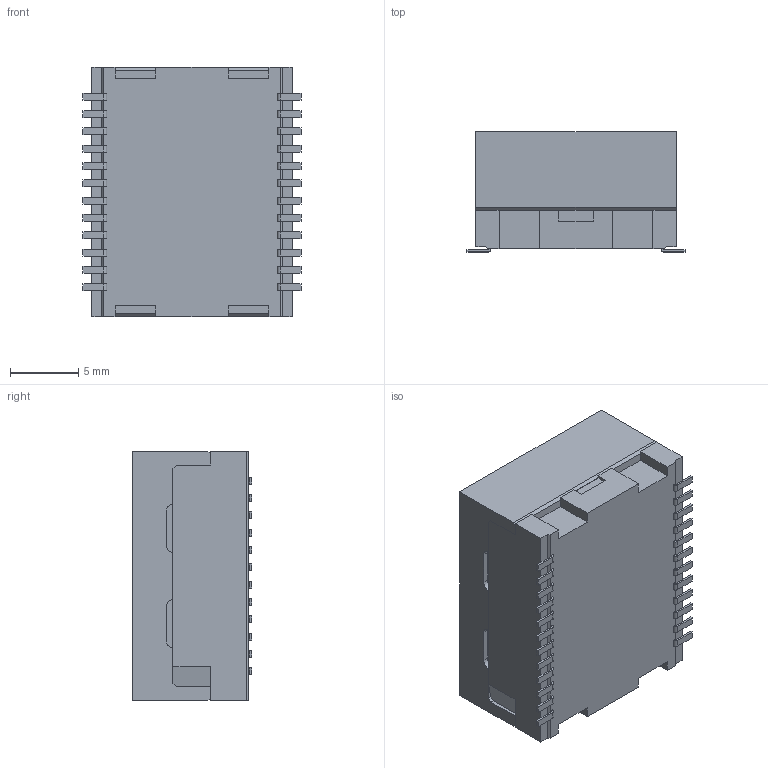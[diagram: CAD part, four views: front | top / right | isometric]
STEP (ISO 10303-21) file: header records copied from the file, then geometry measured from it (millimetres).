
FILE_DESCRIPTION (( 'STEP AP214' ), '1' );
FILE_NAME ('7490220122.STEP', '2024-02-09T23:05:38', ( '' ), ( '' ), 'SwSTEP 2.0', 'SolidWorks 2021', '' );
FILE_SCHEMA (( 'AUTOMOTIVE_DESIGN' ));
Length unit declared in the file: millimetre
Products named in the file (1): 7490220122
Bounding box: 16 x 8.8 x 18.29 mm (x, y, z)
Volume: 2266.4 mm3; surface area: 1847.1 mm2
Topology: 27 solids, 27 shells, 318 faces, 789 edges, 526 vertices
Faces by surface type: plane 258, cylinder 60
Entity records: 9621 total; most frequent: CARTESIAN_POINT 1634, ORIENTED_EDGE 1578, DIRECTION 1547, EDGE_CURVE 789, LINE 669, VECTOR 669, VERTEX_POINT 526, AXIS2_PLACEMENT_3D 439
